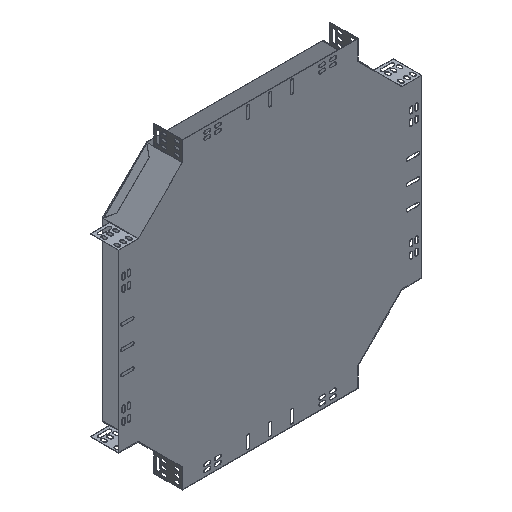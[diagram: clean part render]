
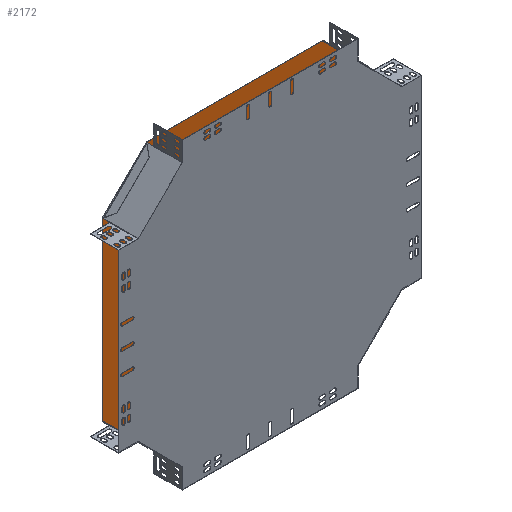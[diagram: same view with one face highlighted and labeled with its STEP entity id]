
A CAD part, isometric view. The second image highlights one B-rep face of the part: STEP entity #2172.
In plain terms, the highlighted planar face has unit normal (0, -1, 0).
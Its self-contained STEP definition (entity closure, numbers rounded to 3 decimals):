
#383 = VERTEX_POINT ( 'NONE', #10162 ) ;
#449 = VERTEX_POINT ( 'NONE', #12755 ) ;
#568 = DIRECTION ( 'NONE',  ( 1., 0., 0. ) ) ;
#925 = CARTESIAN_POINT ( 'NONE',  ( 209.263, 189.964, -296.549 ) ) ;
#1716 = CARTESIAN_POINT ( 'NONE',  ( -292.337, 189.964, -196.549 ) ) ;
#1959 = CARTESIAN_POINT ( 'NONE',  ( -292.337, 189.964, -196.549 ) ) ;
#1979 = CARTESIAN_POINT ( 'NONE',  ( 209.263, 189.964, 305.051 ) ) ;
#2172 = ADVANCED_FACE ( 'NONE', ( #5199 ), #8189, .T. ) ;
#3070 = CARTESIAN_POINT ( 'NONE',  ( 209.263, 189.964, -296.549 ) ) ;
#3205 = DIRECTION ( 'NONE',  ( 0., -1., 0. ) ) ;
#3297 = CARTESIAN_POINT ( 'NONE',  ( 309.263, 189.964, -196.549 ) ) ;
#3364 = VECTOR ( 'NONE', #5710, 1000. ) ;
#3413 = LINE ( 'NONE', #1959, #3364 ) ;
#3948 = CARTESIAN_POINT ( 'NONE',  ( 309.263, 189.964, 205.051 ) ) ;
#3949 = VECTOR ( 'NONE', #15984, 1000. ) ;
#3983 = LINE ( 'NONE', #13329, #3949 ) ;
#4436 = EDGE_LOOP ( 'NONE', ( #10112, #10214, #10457, #10499, #10530, #10563, #10595, #10762 ) ) ;
#4622 = DIRECTION ( 'NONE',  ( 0., 0., -1. ) ) ;
#4694 = DIRECTION ( 'NONE',  ( -1., 0., 0. ) ) ;
#4824 = CARTESIAN_POINT ( 'NONE',  ( -192.337, 189.964, -296.549 ) ) ;
#5199 = FACE_OUTER_BOUND ( 'NONE', #4436, .T. ) ;
#5466 = VERTEX_POINT ( 'NONE', #3297 ) ;
#5505 = CARTESIAN_POINT ( 'NONE',  ( -192.337, 189.964, 305.051 ) ) ;
#5710 = DIRECTION ( 'NONE',  ( -0.707, 0., 0.707 ) ) ;
#6126 = DIRECTION ( 'NONE',  ( 0.707, 0., 0.707 ) ) ;
#6361 = VECTOR ( 'NONE', #4694, 1000. ) ;
#6696 = LINE ( 'NONE', #13908, #6361 ) ;
#6767 = EDGE_CURVE ( 'NONE', #383, #5466, #3983, .T. ) ;
#7685 = VECTOR ( 'NONE', #11774, 1000. ) ;
#7805 = VERTEX_POINT ( 'NONE', #1979 ) ;
#7868 = LINE ( 'NONE', #3948, #7685 ) ;
#7916 = EDGE_CURVE ( 'NONE', #11542, #8625, #6696, .T. ) ;
#8189 = PLANE ( 'NONE',  #9597 ) ;
#8625 = VERTEX_POINT ( 'NONE', #4824 ) ;
#8979 = CARTESIAN_POINT ( 'NONE',  ( -292.337, 189.964, 205.051 ) ) ;
#9597 = AXIS2_PLACEMENT_3D ( 'NONE', #13582, #3205, #4622 ) ;
#9764 = VECTOR ( 'NONE', #568, 1000. ) ;
#9866 = LINE ( 'NONE', #5505, #9764 ) ;
#10112 = ORIENTED_EDGE ( 'NONE', *, *, #11669, .F. ) ;
#10162 = CARTESIAN_POINT ( 'NONE',  ( 309.263, 189.964, 205.051 ) ) ;
#10214 = ORIENTED_EDGE ( 'NONE', *, *, #15315, .F. ) ;
#10281 = VERTEX_POINT ( 'NONE', #1716 ) ;
#10457 = ORIENTED_EDGE ( 'NONE', *, *, #10886, .F. ) ;
#10499 = ORIENTED_EDGE ( 'NONE', *, *, #7916, .F. ) ;
#10530 = ORIENTED_EDGE ( 'NONE', *, *, #13468, .F. ) ;
#10563 = ORIENTED_EDGE ( 'NONE', *, *, #6767, .F. ) ;
#10595 = ORIENTED_EDGE ( 'NONE', *, *, #12162, .F. ) ;
#10762 = ORIENTED_EDGE ( 'NONE', *, *, #16719, .F. ) ;
#10886 = EDGE_CURVE ( 'NONE', #8625, #10281, #3413, .T. ) ;
#11421 = CARTESIAN_POINT ( 'NONE',  ( -192.337, 189.964, 305.051 ) ) ;
#11507 = DIRECTION ( 'NONE',  ( 0., 0., 1. ) ) ;
#11542 = VERTEX_POINT ( 'NONE', #925 ) ;
#11669 = EDGE_CURVE ( 'NONE', #15958, #449, #15477, .T. ) ;
#11774 = DIRECTION ( 'NONE',  ( 0.707, 0., -0.707 ) ) ;
#12162 = EDGE_CURVE ( 'NONE', #7805, #383, #7868, .T. ) ;
#12755 = CARTESIAN_POINT ( 'NONE',  ( -192.337, 189.964, 305.051 ) ) ;
#13329 = CARTESIAN_POINT ( 'NONE',  ( 309.263, 189.964, 205.051 ) ) ;
#13468 = EDGE_CURVE ( 'NONE', #5466, #11542, #16091, .T. ) ;
#13582 = CARTESIAN_POINT ( 'NONE',  ( -493.137, 189.964, 4.251 ) ) ;
#13908 = CARTESIAN_POINT ( 'NONE',  ( 209.263, 189.964, -296.549 ) ) ;
#14833 = VECTOR ( 'NONE', #6126, 1000. ) ;
#15174 = VECTOR ( 'NONE', #11507, 1000. ) ;
#15206 = LINE ( 'NONE', #15529, #15174 ) ;
#15315 = EDGE_CURVE ( 'NONE', #10281, #15958, #15206, .T. ) ;
#15477 = LINE ( 'NONE', #11421, #14833 ) ;
#15529 = CARTESIAN_POINT ( 'NONE',  ( -292.337, 189.964, -196.549 ) ) ;
#15958 = VERTEX_POINT ( 'NONE', #8979 ) ;
#15984 = DIRECTION ( 'NONE',  ( 0., 0., -1. ) ) ;
#16091 = LINE ( 'NONE', #3070, #16107 ) ;
#16107 = VECTOR ( 'NONE', #16160, 1000. ) ;
#16160 = DIRECTION ( 'NONE',  ( -0.707, 0., -0.707 ) ) ;
#16719 = EDGE_CURVE ( 'NONE', #449, #7805, #9866, .T. ) ;
